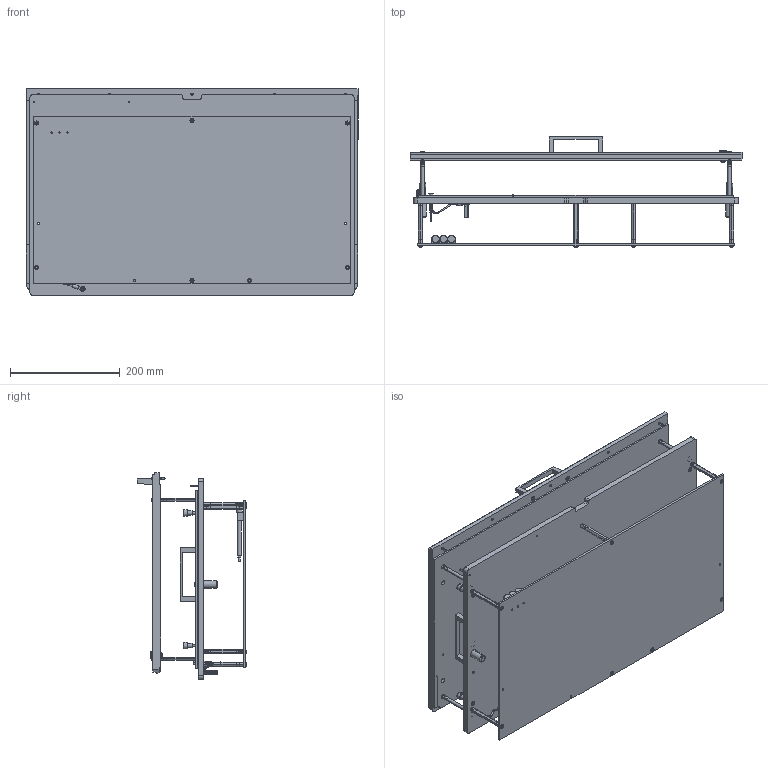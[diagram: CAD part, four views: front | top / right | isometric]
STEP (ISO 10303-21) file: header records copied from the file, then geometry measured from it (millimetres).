
FILE_DESCRIPTION (( 'STEP AP203' ), '1' );
FILE_NAME ('INGUN_46257-KIT.STEP', '2023-07-27T09:36:46', ( '' ), ( '' ), 'SwSTEP 2.0', 'SolidWorks 2021', '' );
FILE_SCHEMA (( 'CONFIG_CONTROL_DESIGN' ));
Length unit declared in the file: millimetre
Products named in the file (45): 41369~1_S; SKB-II~skii_M4,0x25 St; 43627~0_Hub 22,5mm<Standard>; ISO7380~n_M04,0x012; DIN912~n_M04,0x016; 46033~2_S; 113166~0_S; 46869~0_S; 2229~6; 3699~0; DIN7991~n_M03,0x006; 46011~4_f〉 ESD schwarz<Standard>; DIN7979~n_04,0m6x020M3; SKB-II~skii_M4,0x73 St; 9286~0; 45865~3_S; ISO7380~n_M03,0x006; 48213~0_S; 14846~0_f〉 46256 <S>; 46256~2_ICT Stellung (kontaktiert)  <S>; 2196~6; Gewindebuchse~n_M04-09,5 offen; 45868~3; 48840~2_f〉 46256 <S>; 41899~3_flexiebel <S>; 41367~6_S; 53731~0; Gewindebuchse~n_M05-03,9 offen; 46011~4_f〉 ESD schwarz<S>; 1607~1; 46255~1_S; DIN934~n_M03,0; ISO7380~n_M04,0x020; 47906~1_flexibel <Default>; DIN6325~n_03,0m6x016; 45871~4_S; 3917~3_M 3 A; DIN7991~n_M03,0x020; DIN6325~n_03,0m6x024; GKS-114-0015__ADA~gks_Hub = 08,0 <S> ...
Assembly tree (98 placements, depth 5):
  INGUN_46257-KIT
    46256~2_ICT Stellung (kontaktiert)  <S>
      41899~3_flexiebel <S>
        KS-113-Master__ADA~ks_KS-113 23
        GKS-114-0015__ADA~gks_Hub = 08,0 <S>
        53731~0
        3917~3_M 3 A
      46255~1_S
        46011~4_f〉 ESD schwarz<S>
          46011~4_f〉 ESD schwarz<Standard>
          Gewindebuchse~n_M04-09,5 offen  x4
      45865~3_S
        45865~3_S
        Gewindebuchse~n_M05-03,9 offen  x3
      45868~3
      43627~0_Hub 22,5mm<Standard>  x6
      2196~6  x2
      2229~6  x2
      46869~0_S  x4
      1607~1  x2
      48840~2_f〉 46256 <S>
        19141~0_S
        14846~0_f〉 46256 <S>
      5015~0
      113166~0_S
        3699~0
      SKB-II~skii_M4,0x25 St
      SKB-II~skii_M4,0x73 St  x7
      41367~6_S  x3
      ISO7380~n_M04,0x012  x18
      DIN6325~n_03,0m6x016
      DIN6325~n_03,0m6x024
      DIN7991~n_M03,0x006  x3
    46033~2_S
      47906~1_flexibel <Default>
        41369~1_S  x4
        5015~0
        DIN7979~n_04,0m6x020M3  x2
        1607~1
        48213~0_S
        9286~0
        ISO7380~n_M04,0x020  x4
        DIN7991~n_M03,0x020
        DIN934~n_M03,0
        ISO7380~n_M03,0x006  x2
        DIN912~n_M04,0x016  x2
      45871~4_S
Bounding box: 606 x 200.45 x 377 mm (x, y, z)
Volume: 6957236.2 mm3; surface area: 1757724 mm2
Topology: 92 solids, 92 shells, 3072 faces, 7222 edges, 4651 vertices
Faces by surface type: plane 1378, cylinder 1160, cone 382, torus 124, sphere 16, bspline 12
Entity records: 45039 total; most frequent: CARTESIAN_POINT 8843, DIRECTION 6828, ORIENTED_EDGE 5768, EDGE_CURVE 2884, AXIS2_PLACEMENT_3D 2709, VERTEX_POINT 1878, EDGE_LOOP 1522, VECTOR 1410
